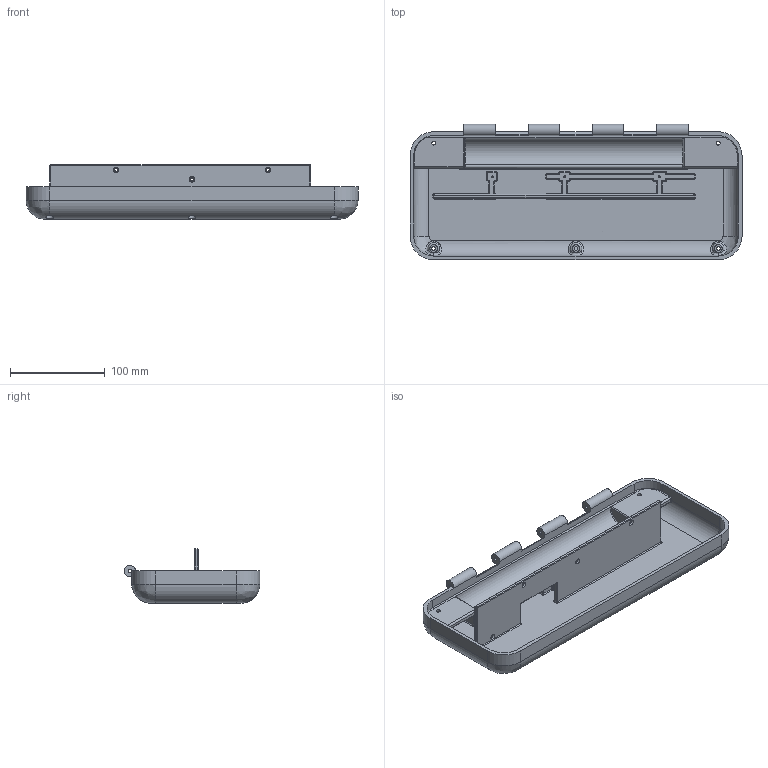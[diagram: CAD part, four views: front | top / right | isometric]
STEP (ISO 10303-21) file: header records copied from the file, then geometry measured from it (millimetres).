
FILE_DESCRIPTION(/* description */ ('','CAx-IF Rec.Pracs.---Representation and Presentation of Product Manufacturing Information (PMI)---4.0---2014-10-13'),/* implementation_level */ '2;1');
FILE_NAME(/* name */ 'bottom.step',/* time_stamp */ '2024-12-01T18:12:09-05:00',/* author */ (''),/* organization */ (''),/* preprocessor_version */ 'ST-DEVELOPER v20',/* originating_system */ 'Autodesk Translation Framework v13.20.0.188',/* authorisation */ '');
FILE_SCHEMA (('AP242_MANAGED_MODEL_BASED_3D_ENGINEERING_MIM_LF { 1 0 10303 442 1 1 4 }'));
Length unit declared in the file: millimetre
Products named in the file (2): WordStorm Case; bottom
Assembly tree (1 placements, depth 2):
  WordStorm Case
    bottom
Bounding box: 350 x 143 x 57.3 mm (x, y, z)
Volume: 443837.8 mm3; surface area: 189085.3 mm2
Topology: 1 solids, 1 shells, 361 faces, 866 edges, 507 vertices
Faces by surface type: cylinder 171, plane 89, torus 44, sphere 27, bspline 26, cone 4
Full cylindrical faces by diameter (mm): 2 x3, 3 x4, 3.25 x4, 4 x5, 8 x5
Entity records: 11762 total; most frequent: CARTESIAN_POINT 3149, DIRECTION 1895, ORIENTED_EDGE 1720, EDGE_CURVE 860, AXIS2_PLACEMENT_3D 754, VERTEX_POINT 505, CIRCLE 405, EDGE_LOOP 391
